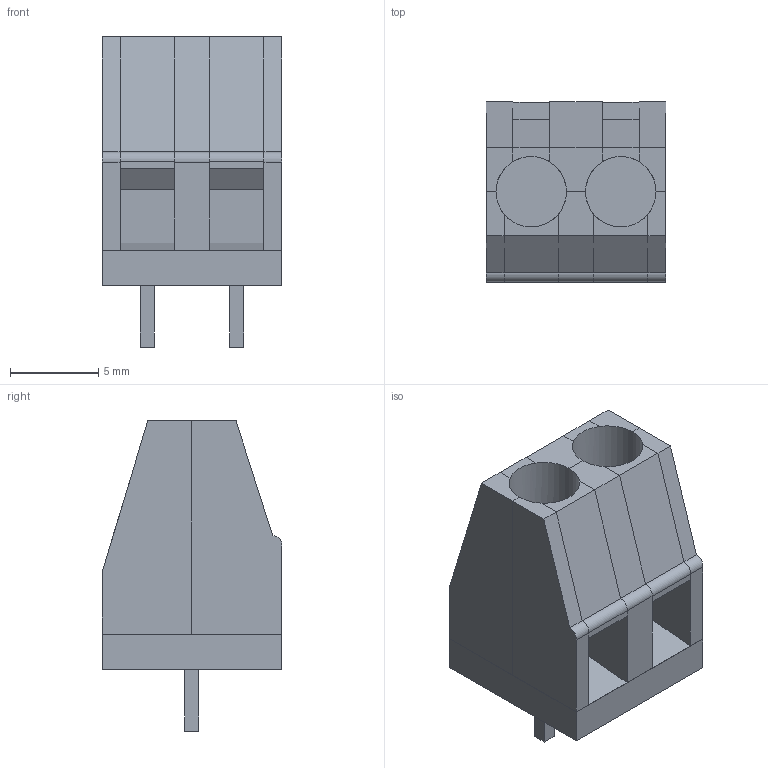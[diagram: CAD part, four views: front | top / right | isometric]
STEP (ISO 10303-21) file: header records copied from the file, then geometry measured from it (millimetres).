
FILE_DESCRIPTION(('FreeCAD Model'),'2;1');
FILE_NAME('Open CASCADE Shape Model','2023-12-27T12:30:10',(''),(''), 'Open CASCADE STEP processor 7.6','FreeCAD','Unknown');
FILE_SCHEMA(('AUTOMOTIVE_DESIGN { 1 0 10303 214 1 1 1 1 }'));
Length unit declared in the file: millimetre
Products named in the file (3): KF128_2P; Cut; Pad012
Assembly tree (2 placements, depth 2):
  KF128_2P
    Cut
    Pad012
Bounding box: 10.16 x 10.21 x 17.6 mm (x, y, z)
Volume: 1216.9 mm3; surface area: 1288.6 mm2
Topology: 2 solids, 2 shells, 90 faces, 208 edges, 124 vertices
Faces by surface type: plane 83, cylinder 7
Full cylindrical faces by diameter (mm): 4 x2
Entity records: 5292 total; most frequent: CARTESIAN_POINT 955, DIRECTION 815, LINE 576, VECTOR 576, ORIENTED_EDGE 416, PCURVE 416, DEFINITIONAL_REPRESENTATION 416, EDGE_CURVE 208
